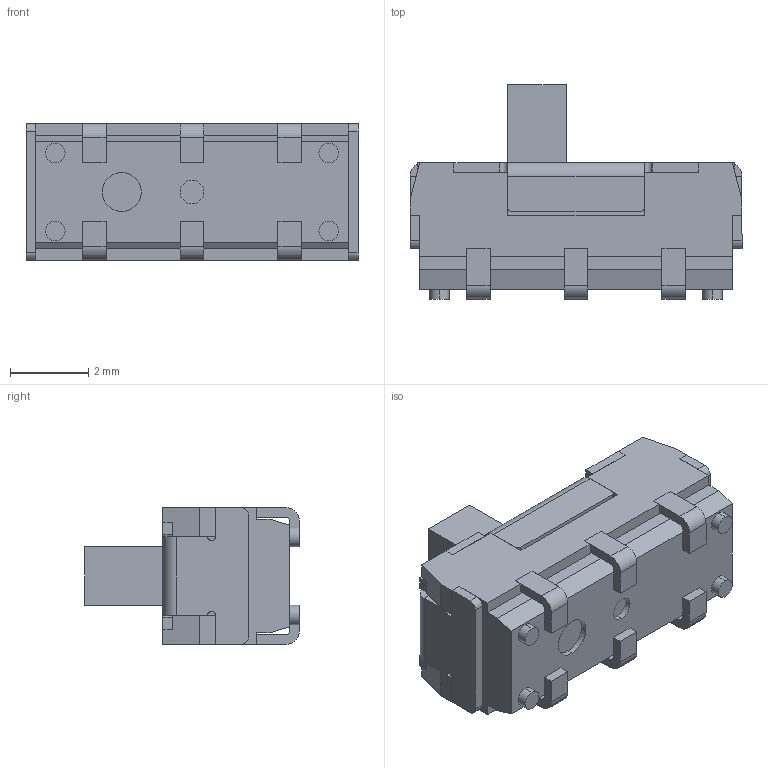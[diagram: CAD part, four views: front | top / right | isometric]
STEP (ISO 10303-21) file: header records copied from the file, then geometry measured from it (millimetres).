
FILE_DESCRIPTION (( 'STEP AP214' ), '1' );
FILE_NAME ('CL-SB-22A-02T.STEP', '2021-11-15T18:54:52', ( '' ), ( '' ), 'SwSTEP 2.0', 'SolidWorks 2017', '' );
FILE_SCHEMA (( 'AUTOMOTIVE_DESIGN' ));
Length unit declared in the file: millimetre
Products named in the file (1): CL-SB-22A-02T
Bounding box: 8.5 x 5.5 x 3.5 mm (x, y, z)
Volume: 93 mm3; surface area: 287.4 mm2
Topology: 9 solids, 9 shells, 276 faces, 723 edges, 472 vertices
Faces by surface type: plane 212, cylinder 64
Entity records: 8512 total; most frequent: CARTESIAN_POINT 1487, ORIENTED_EDGE 1446, DIRECTION 1401, EDGE_CURVE 723, LINE 591, VECTOR 591, VERTEX_POINT 472, AXIS2_PLACEMENT_3D 405
